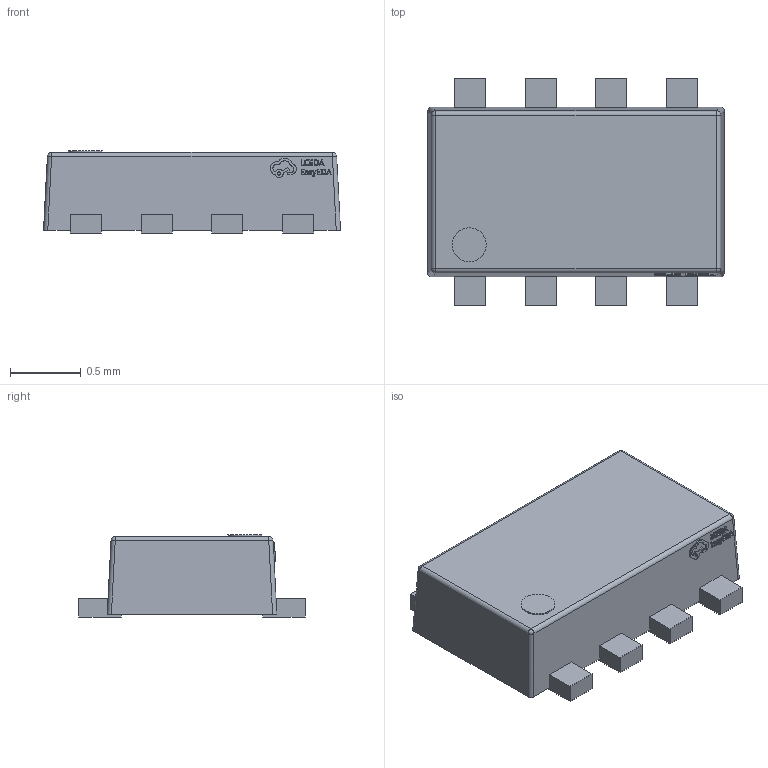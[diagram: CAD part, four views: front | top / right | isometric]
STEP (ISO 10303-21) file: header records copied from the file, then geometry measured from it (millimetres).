
FILE_DESCRIPTION (( 'STEP AP214' ), '1' );
FILE_NAME ('SOT-583-8_L2.1-W1.2-P0.50-LS1.6-BL.STEP', '2022-10-30T09:41:03', ( '' ), ( '' ), 'SwSTEP 2.0', 'SolidWorks 2020', '' );
FILE_SCHEMA (( 'AUTOMOTIVE_DESIGN' ));
Length unit declared in the file: millimetre
Products named in the file (1): SOT-583-8_L2.1-W1.2-P0.50-LS1.6-BL
Bounding box: 2.1 x 1.6 x 0.58 mm (x, y, z)
Volume: 1.4 mm3; surface area: 9.6 mm2
Topology: 1 solids, 1 shells, 293 faces, 801 edges, 530 vertices
Faces by surface type: plane 181, bspline 98, cylinder 10, sphere 4
Entity records: 12944 total; most frequent: CARTESIAN_POINT 2943, ORIENTED_EDGE 1602, DIRECTION 1005, EDGE_CURVE 801, VECTOR 581, LINE 581, VERTEX_POINT 530, EDGE_LOOP 313
